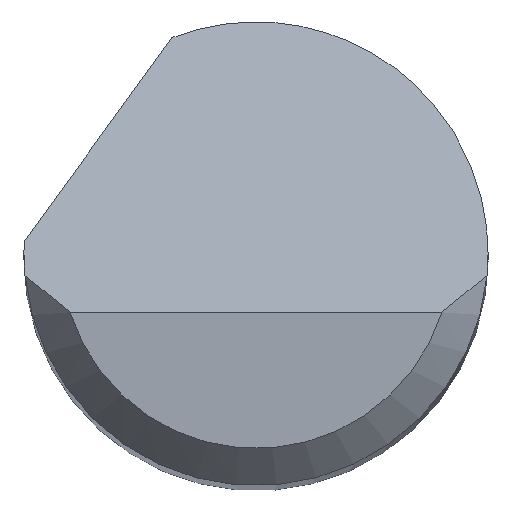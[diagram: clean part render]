
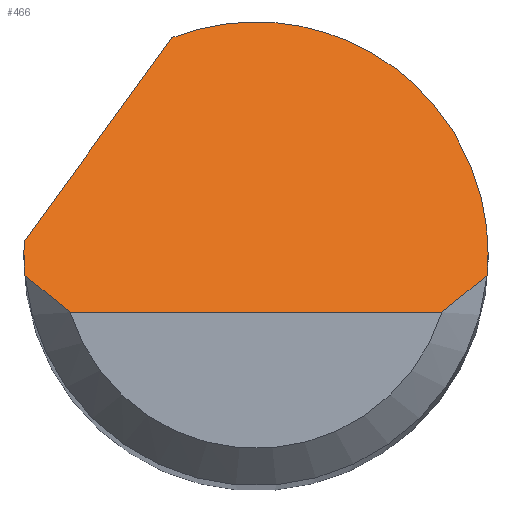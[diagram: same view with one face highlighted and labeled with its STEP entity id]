
A CAD part, top view. The second image highlights one B-rep face of the part: STEP entity #466.
In plain terms, the highlighted planar face has unit normal (0, 0.707, 0.707).
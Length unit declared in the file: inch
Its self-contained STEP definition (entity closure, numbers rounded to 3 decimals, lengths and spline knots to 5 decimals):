
#12 = ORIENTED_EDGE ( 'NONE', *, *, #616, .F. ) ;
#13 = CARTESIAN_POINT ( 'NONE',  ( -0.09362, 0.005, 1.47125 ) ) ;
#14 = CARTESIAN_POINT ( 'NONE',  ( 0.07508, -0.02375, 1.5 ) ) ;
#30 = VERTEX_POINT ( 'NONE', #573 ) ;
#40 = CARTESIAN_POINT ( 'NONE',  ( 0.08761, -0.01397, 1.49022 ) ) ;
#63 = CARTESIAN_POINT ( 'NONE',  ( -0.09361, -0.00584, 1.48209 ) ) ;
#118 = VECTOR ( 'NONE', #157, 39.37008 ) ;
#119 = DIRECTION ( 'NONE',  ( 0., 0.707, -0.707 ) ) ;
#129 = CARTESIAN_POINT ( 'NONE',  ( -0.09375, 0., 1.47625 ) ) ;
#145 = CARTESIAN_POINT ( 'NONE',  ( -0.09334, -0.00875, 1.485 ) ) ;
#148 = ORIENTED_EDGE ( 'NONE', *, *, #520, .F. ) ;
#157 = DIRECTION ( 'NONE',  ( 1., 0., 0. ) ) ;
#176 = CARTESIAN_POINT ( 'NONE',  ( 0.07508, -0.02375, 1.5 ) ) ;
#178 = VERTEX_POINT ( 'NONE', #617 ) ;
#195 = CARTESIAN_POINT ( 'NONE',  ( -0.09375, -0.02375, 1.5 ) ) ;
#202 =( BOUNDED_CURVE ( )  B_SPLINE_CURVE ( 3, ( #751, #434, #489, #620 ),
 .UNSPECIFIED., .F., .F. ) 
 B_SPLINE_CURVE_WITH_KNOTS ( ( 4, 4 ),
 ( 5.91277, 7.85398 ),
 .UNSPECIFIED. ) 
 CURVE ( )  GEOMETRIC_REPRESENTATION_ITEM ( )  RATIONAL_B_SPLINE_CURVE ( ( 1., 0.71, 0.71, 1. ) ) 
 REPRESENTATION_ITEM ( '' )  );
#205 = ORIENTED_EDGE ( 'NONE', *, *, #851, .F. ) ;
#207 = DIRECTION ( 'NONE',  ( 0., -0.707, -0.707 ) ) ;
#215 = EDGE_CURVE ( 'NONE', #491, #607, #216, .T. ) ;
#216 = LINE ( 'NONE', #761, #118 ) ;
#253 = ORIENTED_EDGE ( 'NONE', *, *, #727, .F. ) ;
#263 =( BOUNDED_CURVE ( )  B_SPLINE_CURVE ( 3, ( #129, #350, #754, #13 ),
 .UNSPECIFIED., .F., .F. ) 
 B_SPLINE_CURVE_WITH_KNOTS ( ( 4, 4 ),
 ( 4.71239, 4.76575 ),
 .UNSPECIFIED. ) 
 CURVE ( )  GEOMETRIC_REPRESENTATION_ITEM ( )  RATIONAL_B_SPLINE_CURVE ( ( 1., 1., 1., 1. ) ) 
 REPRESENTATION_ITEM ( '' )  );
#271 = CARTESIAN_POINT ( 'NONE',  ( 0.09375, -0.00292, 1.47917 ) ) ;
#276 = CARTESIAN_POINT ( 'NONE',  ( -0.09375, 0., 1.47625 ) ) ;
#279 = PLANE ( 'NONE',  #726 ) ;
#283 = VERTEX_POINT ( 'NONE', #385 ) ;
#316 = EDGE_CURVE ( 'NONE', #607, #30, #428, .T. ) ;
#336 = ORIENTED_EDGE ( 'NONE', *, *, #215, .T. ) ;
#350 = CARTESIAN_POINT ( 'NONE',  ( -0.09375, 0.00167, 1.47458 ) ) ;
#385 = CARTESIAN_POINT ( 'NONE',  ( -0.03394, 0.08739, 1.38886 ) ) ;
#387 =( BOUNDED_CURVE ( )  B_SPLINE_CURVE ( 3, ( #871, #63, #729, #462 ),
 .UNSPECIFIED., .F., .F. ) 
 B_SPLINE_CURVE_WITH_KNOTS ( ( 4, 4 ),
 ( 4.61892, 4.71239 ),
 .UNSPECIFIED. ) 
 CURVE ( )  GEOMETRIC_REPRESENTATION_ITEM ( )  RATIONAL_B_SPLINE_CURVE ( ( 1., 0.999, 0.999, 1. ) ) 
 REPRESENTATION_ITEM ( '' )  );
#392 = EDGE_LOOP ( 'NONE', ( #336, #823, #205, #12, #253, #702, #148, #591 ) ) ;
#408 = CARTESIAN_POINT ( 'NONE',  ( -0.07508, -0.02375, 1.5 ) ) ;
#410 = VERTEX_POINT ( 'NONE', #276 ) ;
#428 = B_SPLINE_CURVE_WITH_KNOTS ( 'NONE', 3,
 ( #176, #701, #40, #789 ),
 .UNSPECIFIED., .F., .F.,
 ( 4, 4 ),
 ( 0., 0.00071 ),
 .UNSPECIFIED. ) ;
#434 = CARTESIAN_POINT ( 'NONE',  ( 0.03379, 0.11369, 1.36256 ) ) ;
#462 = CARTESIAN_POINT ( 'NONE',  ( -0.09375, 0., 1.47625 ) ) ;
#466 = ADVANCED_FACE ( 'NONE', ( #795 ), #279, .F. ) ;
#489 = CARTESIAN_POINT ( 'NONE',  ( 0.09375, 0.07266, 1.40359 ) ) ;
#491 = VERTEX_POINT ( 'NONE', #408 ) ;
#507 = DIRECTION ( 'NONE',  ( 0.456, 0.629, -0.629 ) ) ;
#520 = EDGE_CURVE ( 'NONE', #650, #410, #387, .T. ) ;
#531 = CARTESIAN_POINT ( 'NONE',  ( 0.09361, -0.00584, 1.48209 ) ) ;
#554 =( BOUNDED_CURVE ( )  B_SPLINE_CURVE ( 3, ( #619, #271, #531, #599 ),
 .UNSPECIFIED., .F., .F. ) 
 B_SPLINE_CURVE_WITH_KNOTS ( ( 4, 4 ),
 ( 1.5708, 1.66427 ),
 .UNSPECIFIED. ) 
 CURVE ( )  GEOMETRIC_REPRESENTATION_ITEM ( )  RATIONAL_B_SPLINE_CURVE ( ( 1., 0.999, 0.999, 1. ) ) 
 REPRESENTATION_ITEM ( '' )  );
#556 = CARTESIAN_POINT ( 'NONE',  ( -0.09334, -0.00875, 1.485 ) ) ;
#559 = CARTESIAN_POINT ( 'NONE',  ( -0.08761, -0.01397, 1.49022 ) ) ;
#571 = LINE ( 'NONE', #776, #866 ) ;
#573 = CARTESIAN_POINT ( 'NONE',  ( 0.09334, -0.00875, 1.485 ) ) ;
#577 = EDGE_CURVE ( 'NONE', #650, #491, #632, .T. ) ;
#591 = ORIENTED_EDGE ( 'NONE', *, *, #577, .T. ) ;
#599 = CARTESIAN_POINT ( 'NONE',  ( 0.09334, -0.00875, 1.485 ) ) ;
#607 = VERTEX_POINT ( 'NONE', #14 ) ;
#616 = EDGE_CURVE ( 'NONE', #283, #178, #202, .T. ) ;
#617 = CARTESIAN_POINT ( 'NONE',  ( 0.09375, 0., 1.47625 ) ) ;
#619 = CARTESIAN_POINT ( 'NONE',  ( 0.09375, 0., 1.47625 ) ) ;
#620 = CARTESIAN_POINT ( 'NONE',  ( 0.09375, 0., 1.47625 ) ) ;
#628 = CARTESIAN_POINT ( 'NONE',  ( -0.08157, -0.019, 1.49525 ) ) ;
#632 = B_SPLINE_CURVE_WITH_KNOTS ( 'NONE', 3,
 ( #145, #559, #628, #821 ),
 .UNSPECIFIED., .F., .F.,
 ( 4, 4 ),
 ( 0., 0.00071 ),
 .UNSPECIFIED. ) ;
#650 = VERTEX_POINT ( 'NONE', #556 ) ;
#686 = CARTESIAN_POINT ( 'NONE',  ( -0.09362, 0.005, 1.47125 ) ) ;
#701 = CARTESIAN_POINT ( 'NONE',  ( 0.08157, -0.019, 1.49525 ) ) ;
#702 = ORIENTED_EDGE ( 'NONE', *, *, #837, .F. ) ;
#726 = AXIS2_PLACEMENT_3D ( 'NONE', #195, #207, #119 ) ;
#727 = EDGE_CURVE ( 'NONE', #850, #283, #571, .T. ) ;
#729 = CARTESIAN_POINT ( 'NONE',  ( -0.09375, -0.00292, 1.47917 ) ) ;
#751 = CARTESIAN_POINT ( 'NONE',  ( -0.03394, 0.08739, 1.38886 ) ) ;
#754 = CARTESIAN_POINT ( 'NONE',  ( -0.09371, 0.00333, 1.47292 ) ) ;
#761 = CARTESIAN_POINT ( 'NONE',  ( 0., -0.02375, 1.5 ) ) ;
#776 = CARTESIAN_POINT ( 'NONE',  ( -0.11014, -0.01781, 1.49406 ) ) ;
#789 = CARTESIAN_POINT ( 'NONE',  ( 0.09334, -0.00875, 1.485 ) ) ;
#795 = FACE_OUTER_BOUND ( 'NONE', #392, .T. ) ;
#821 = CARTESIAN_POINT ( 'NONE',  ( -0.07508, -0.02375, 1.5 ) ) ;
#823 = ORIENTED_EDGE ( 'NONE', *, *, #316, .T. ) ;
#837 = EDGE_CURVE ( 'NONE', #410, #850, #263, .T. ) ;
#850 = VERTEX_POINT ( 'NONE', #686 ) ;
#851 = EDGE_CURVE ( 'NONE', #178, #30, #554, .T. ) ;
#866 = VECTOR ( 'NONE', #507, 39.37008 ) ;
#871 = CARTESIAN_POINT ( 'NONE',  ( -0.09334, -0.00875, 1.485 ) ) ;
